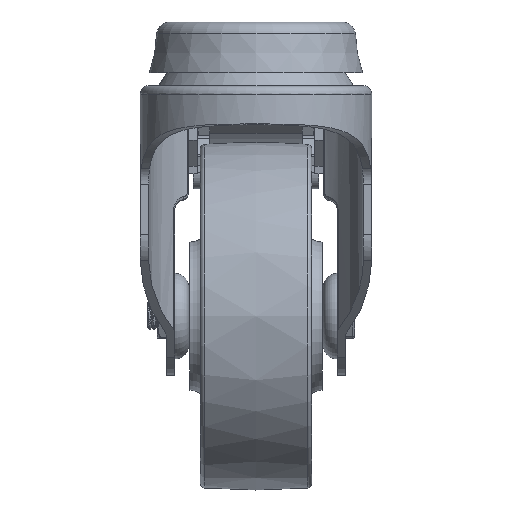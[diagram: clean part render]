
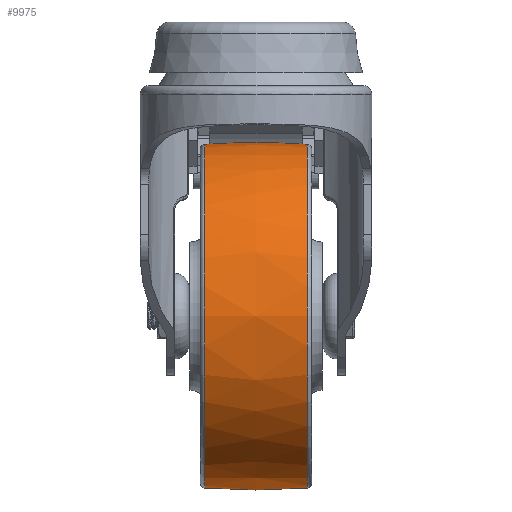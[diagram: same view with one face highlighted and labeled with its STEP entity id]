
A CAD part, left-side view. The second image highlights one B-rep face of the part: STEP entity #9975.
In plain terms, the highlighted free-form (B-spline) face has degree [2, 2] with [3, 9] control points.
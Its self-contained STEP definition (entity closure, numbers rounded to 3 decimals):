
#22=(
BOUNDED_SURFACE()
B_SPLINE_SURFACE(2,2,((#21806,#21807,#21808,#21809,#21810,#21811,#21812,
#21813,#21814),(#21815,#21816,#21817,#21818,#21819,#21820,#21821,#21822,
#21823),(#21824,#21825,#21826,#21827,#21828,#21829,#21830,#21831,#21832)),
 .UNSPECIFIED.,.F.,.T.,.F.)
B_SPLINE_SURFACE_WITH_KNOTS((3,3),(3,2,2,2,3),(-0.077,0.077),
(-3.142,-1.571,0.,1.571,3.142),
 .UNSPECIFIED.)
GEOMETRIC_REPRESENTATION_ITEM()
RATIONAL_B_SPLINE_SURFACE(((1.,0.707,1.,0.707,1.,
0.707,1.,0.707,1.),(0.997,0.705,
0.997,0.705,0.997,0.705,
0.997,0.705,0.997),(1.,0.707,
1.,0.707,1.,0.707,1.,0.707,1.)))
REPRESENTATION_ITEM('')
SURFACE()
);
#1499=FACE_OUTER_BOUND('',#2139,.T.);
#2139=EDGE_LOOP('',(#8639,#8640,#8641,#8642));
#3978=CIRCLE('',#11155,37.074);
#3979=CIRCLE('',#11156,144.25);
#3980=CIRCLE('',#11157,37.074);
#4852=VERTEX_POINT('',#21833);
#4853=VERTEX_POINT('',#21835);
#6154=EDGE_CURVE('',#4852,#4852,#3978,.T.);
#6155=EDGE_CURVE('',#4852,#4853,#3979,.T.);
#6156=EDGE_CURVE('',#4853,#4853,#3980,.T.);
#8639=ORIENTED_EDGE('',*,*,#6154,.F.);
#8640=ORIENTED_EDGE('',*,*,#6155,.T.);
#8641=ORIENTED_EDGE('',*,*,#6156,.T.);
#8642=ORIENTED_EDGE('',*,*,#6155,.F.);
#9975=ADVANCED_FACE('',(#1499),#22,.F.);
#11155=AXIS2_PLACEMENT_3D('',#21834,#13691,#13692);
#11156=AXIS2_PLACEMENT_3D('',#21836,#13693,#13694);
#11157=AXIS2_PLACEMENT_3D('',#21837,#13695,#13696);
#13691=DIRECTION('center_axis',(0.,-1.,0.));
#13692=DIRECTION('ref_axis',(0.,0.,
1.));
#13693=DIRECTION('center_axis',(-1.,0.,0.));
#13694=DIRECTION('ref_axis',(0.,0.,
1.));
#13695=DIRECTION('center_axis',(0.,-1.,0.));
#13696=DIRECTION('ref_axis',(0.,0.,
1.));
#21806=CARTESIAN_POINT('Ctrl Pts',(0.,11.077,
37.074));
#21807=CARTESIAN_POINT('Ctrl Pts',(-37.074,11.077,37.074));
#21808=CARTESIAN_POINT('Ctrl Pts',(-37.074,11.077,0.));
#21809=CARTESIAN_POINT('Ctrl Pts',(-37.074,11.077,-37.074));
#21810=CARTESIAN_POINT('Ctrl Pts',(0.,11.077,
-37.074));
#21811=CARTESIAN_POINT('Ctrl Pts',(37.074,11.077,-37.074));
#21812=CARTESIAN_POINT('Ctrl Pts',(37.074,11.077,0.));
#21813=CARTESIAN_POINT('Ctrl Pts',(37.074,11.077,37.074));
#21814=CARTESIAN_POINT('Ctrl Pts',(0.,11.077,
37.074));
#21815=CARTESIAN_POINT('Ctrl Pts',(0.,0.,
37.927));
#21816=CARTESIAN_POINT('Ctrl Pts',(-37.927,0.,
37.927));
#21817=CARTESIAN_POINT('Ctrl Pts',(-37.927,0.,
0.));
#21818=CARTESIAN_POINT('Ctrl Pts',(-37.927,0.,
-37.927));
#21819=CARTESIAN_POINT('Ctrl Pts',(0.,0.,
-37.927));
#21820=CARTESIAN_POINT('Ctrl Pts',(37.927,0.,
-37.927));
#21821=CARTESIAN_POINT('Ctrl Pts',(37.927,0.,
0.));
#21822=CARTESIAN_POINT('Ctrl Pts',(37.927,0.,
37.927));
#21823=CARTESIAN_POINT('Ctrl Pts',(0.,0.,
37.927));
#21824=CARTESIAN_POINT('Ctrl Pts',(0.,-11.077,
37.074));
#21825=CARTESIAN_POINT('Ctrl Pts',(-37.074,-11.077,
37.074));
#21826=CARTESIAN_POINT('Ctrl Pts',(-37.074,-11.077,
0.));
#21827=CARTESIAN_POINT('Ctrl Pts',(-37.074,-11.077,
-37.074));
#21828=CARTESIAN_POINT('Ctrl Pts',(0.,-11.077,
-37.074));
#21829=CARTESIAN_POINT('Ctrl Pts',(37.074,-11.077,-37.074));
#21830=CARTESIAN_POINT('Ctrl Pts',(37.074,-11.077,0.));
#21831=CARTESIAN_POINT('Ctrl Pts',(37.074,-11.077,37.074));
#21832=CARTESIAN_POINT('Ctrl Pts',(0.,-11.077,
37.074));
#21833=CARTESIAN_POINT('',(0.,-11.077,37.074));
#21834=CARTESIAN_POINT('Origin',(0.,-11.077,
0.));
#21835=CARTESIAN_POINT('',(0.,11.077,37.074));
#21836=CARTESIAN_POINT('Origin',(0.,0.,
-106.75));
#21837=CARTESIAN_POINT('Origin',(0.,11.077,
0.));
